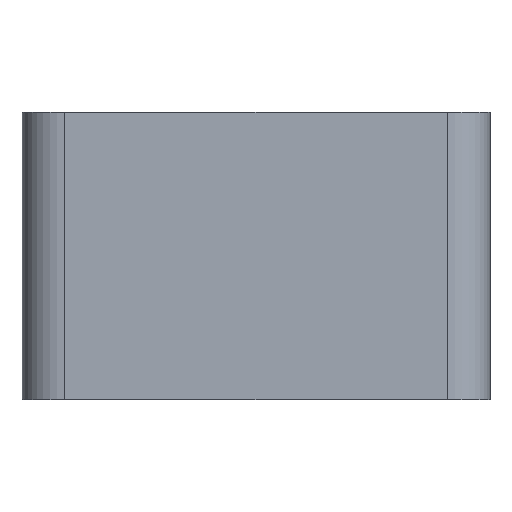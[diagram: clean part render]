
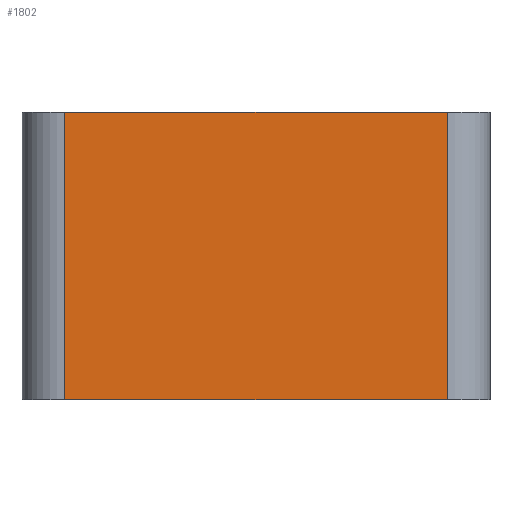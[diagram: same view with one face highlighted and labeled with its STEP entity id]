
A CAD part, left-side view. The second image highlights one B-rep face of the part: STEP entity #1802.
In plain terms, the highlighted planar face has unit normal (-1, 0, 0).
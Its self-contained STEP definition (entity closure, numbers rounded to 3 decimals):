
#1 = VECTOR ( 'NONE', #1188, 1000. ) ;
#22 = DIRECTION ( 'NONE',  ( 0., 0., -1. ) ) ;
#56 = EDGE_CURVE ( 'NONE', #2412, #792, #1683, .T. ) ;
#212 = FACE_OUTER_BOUND ( 'NONE', #1351, .T. ) ;
#291 = CARTESIAN_POINT ( 'NONE',  ( -54.5, 19.5, 25.8 ) ) ;
#397 = DIRECTION ( 'NONE',  ( 0., 1., 0. ) ) ;
#476 = AXIS2_PLACEMENT_3D ( 'NONE', #2031, #2673, #2249 ) ;
#486 = LINE ( 'NONE', #860, #1000 ) ;
#574 = CARTESIAN_POINT ( 'NONE',  ( -54.5, -16.5, 25.8 ) ) ;
#646 = CARTESIAN_POINT ( 'NONE',  ( -54.5, -16.5, -1.2 ) ) ;
#707 = ORIENTED_EDGE ( 'NONE', *, *, #1809, .F. ) ;
#719 = LINE ( 'NONE', #291, #1 ) ;
#792 = VERTEX_POINT ( 'NONE', #646 ) ;
#813 = VERTEX_POINT ( 'NONE', #1333 ) ;
#856 = VECTOR ( 'NONE', #22, 1000. ) ;
#860 = CARTESIAN_POINT ( 'NONE',  ( -54.5, 0., -1.2 ) ) ;
#1000 = VECTOR ( 'NONE', #397, 1000. ) ;
#1108 = VECTOR ( 'NONE', #1459, 1000. ) ;
#1188 = DIRECTION ( 'NONE',  ( 0., -1., 0. ) ) ;
#1333 = CARTESIAN_POINT ( 'NONE',  ( -54.5, 19.5, 25.8 ) ) ;
#1351 = EDGE_LOOP ( 'NONE', ( #1901, #1418, #1851, #707 ) ) ;
#1386 = EDGE_CURVE ( 'NONE', #792, #1589, #486, .T. ) ;
#1418 = ORIENTED_EDGE ( 'NONE', *, *, #1386, .F. ) ;
#1459 = DIRECTION ( 'NONE',  ( 0., 0., -1. ) ) ;
#1476 = CARTESIAN_POINT ( 'NONE',  ( -54.5, -16.5, 25.8 ) ) ;
#1493 = EDGE_CURVE ( 'NONE', #813, #1589, #2027, .T. ) ;
#1573 = CARTESIAN_POINT ( 'NONE',  ( -54.5, 19.5, 25.8 ) ) ;
#1589 = VERTEX_POINT ( 'NONE', #2676 ) ;
#1620 = PLANE ( 'NONE',  #476 ) ;
#1683 = LINE ( 'NONE', #574, #1108 ) ;
#1802 = ADVANCED_FACE ( 'NONE', ( #212 ), #1620, .F. ) ;
#1809 = EDGE_CURVE ( 'NONE', #813, #2412, #719, .T. ) ;
#1851 = ORIENTED_EDGE ( 'NONE', *, *, #56, .F. ) ;
#1901 = ORIENTED_EDGE ( 'NONE', *, *, #1493, .T. ) ;
#2027 = LINE ( 'NONE', #1573, #856 ) ;
#2031 = CARTESIAN_POINT ( 'NONE',  ( -54.5, 19.5, 25.8 ) ) ;
#2249 = DIRECTION ( 'NONE',  ( 0., 1., 0. ) ) ;
#2412 = VERTEX_POINT ( 'NONE', #1476 ) ;
#2673 = DIRECTION ( 'NONE',  ( 1., 0., 0. ) ) ;
#2676 = CARTESIAN_POINT ( 'NONE',  ( -54.5, 19.5, -1.2 ) ) ;
